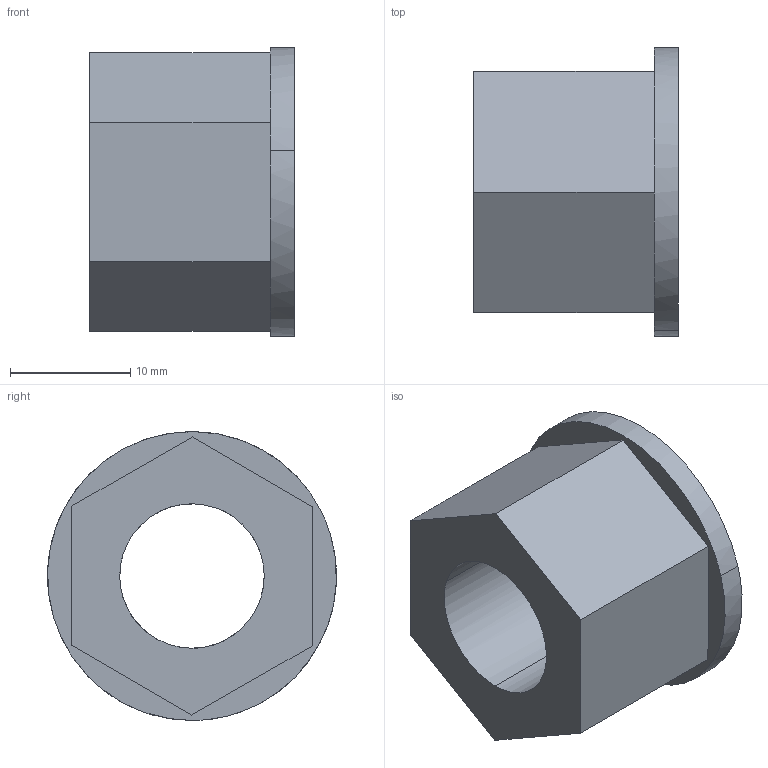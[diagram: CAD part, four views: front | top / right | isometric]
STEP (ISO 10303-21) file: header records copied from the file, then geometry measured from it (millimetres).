
FILE_DESCRIPTION(('produced by SPATIAL CORP'),'2;1');
FILE_NAME('Part49.hh.sat.stp', '2002-04-22T11:47:31+00:00',('SPATIAL CORP'),('SPATIAL CORP'), 'ACIS STEP Husk','http://www.spatial.com','SPATIAL CORP');
FILE_SCHEMA(('CONFIG_CONTROL_DESIGN'));
Length unit declared in the file: millimetre
Products named in the file (1): PRODUCT_ID_1
Bounding box: 17 x 23.98 x 24 mm (x, y, z)
Volume: 4178.7 mm3; surface area: 2510.5 mm2
Topology: 1 solids, 1 shells, 15 faces, 36 edges, 24 vertices
Faces by surface type: plane 9, cylinder 6
Entity records: 483 total; most frequent: CARTESIAN_POINT 131, ORIENTED_EDGE 72, EDGE_CURVE 36, DIRECTION 26, VERTEX_POINT 24, B_SPLINE_CURVE_WITH_KNOTS 20, EDGE_LOOP 18, FACE_BOUND 18
